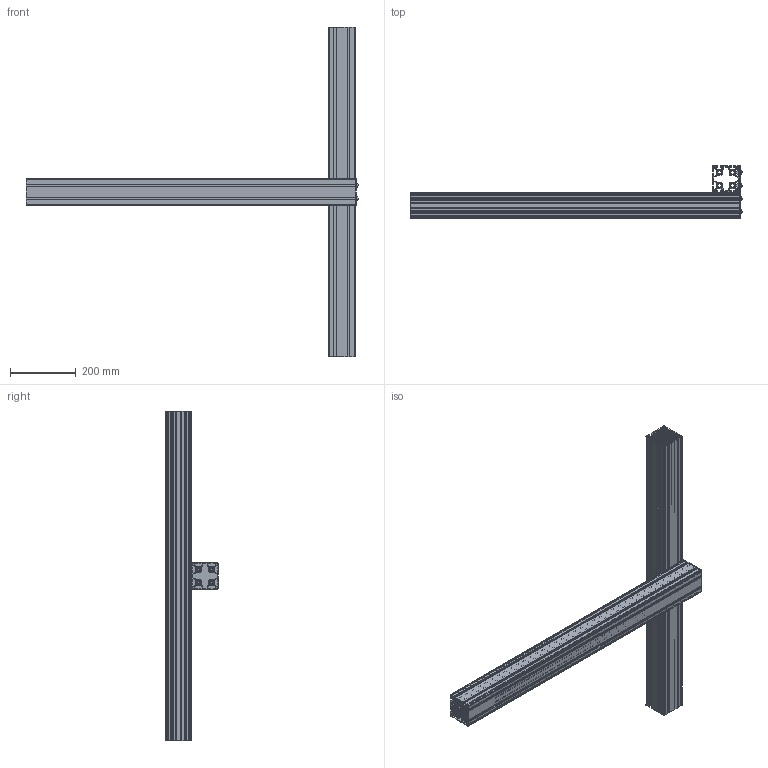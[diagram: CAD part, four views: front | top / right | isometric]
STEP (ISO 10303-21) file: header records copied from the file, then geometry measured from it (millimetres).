
FILE_DESCRIPTION(/* description */ ('Alibre Inc.'),/* implementation_level */ '2;1');
FILE_NAME(/* name */ 'export-4148C03F-2280-4DEF-A76D-E9A9B51AC159',/* time_stamp */ '2022-04-02T16:13:37+02:00',/* author */ (''),/* organization */ (''),/* preprocessor_version */ 'ST-DEVELOPER v17',/* originating_system */ 'Alibre',/* authorisation */ '');
FILE_SCHEMA (('AUTOMOTIVE_DESIGN'));
Length unit declared in the file: millimetre
Products named in the file (6): 096336
Bounding box: 1008.97 x 160 x 1000 mm (x, y, z)
Volume: 3028838.5 mm3; surface area: 2840051.5 mm2
Topology: 19 solids, 19 shells, 1338 faces, 3932 edges, 2604 vertices
Faces by surface type: plane 870, cylinder 364, cone 56, torus 48
Full cylindrical faces by diameter (mm): 6.647 x4, 6.8 x4, 8.2 x8, 14 x4
Entity records: 18018 total; most frequent: CARTESIAN_POINT 3367, ORIENTED_EDGE 3156, DIRECTION 2696, EDGE_CURVE 1578, VECTOR 1188, LINE 1188, VERTEX_POINT 1057, AXIS2_PLACEMENT_3D 938
